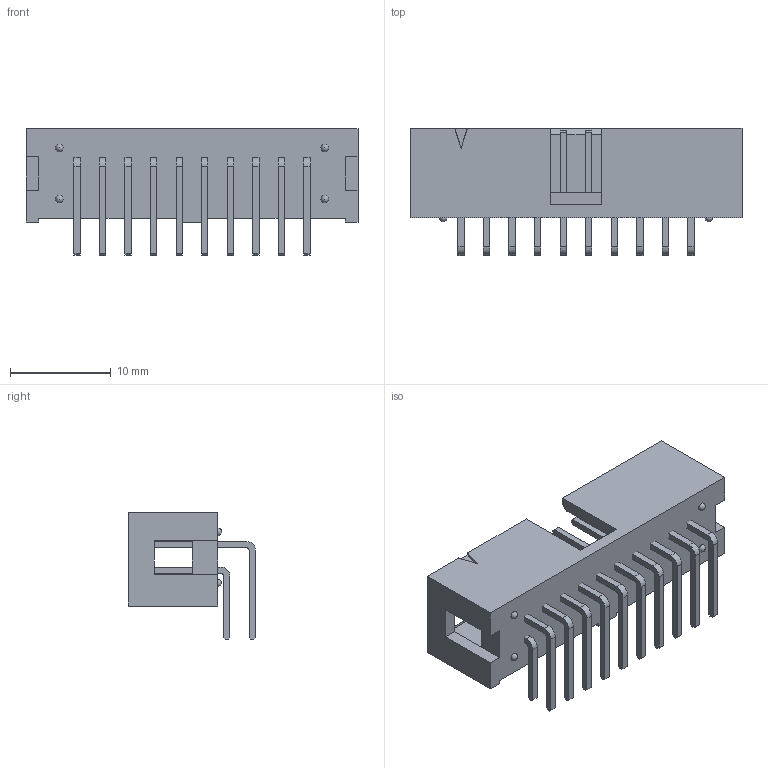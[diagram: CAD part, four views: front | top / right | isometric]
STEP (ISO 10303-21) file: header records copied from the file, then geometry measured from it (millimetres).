
FILE_DESCRIPTION(/* description */ ('STEP AP214'),/* implementation_level */ '2;1');
FILE_NAME(/* name */ 'HTST-110-04-L-D-RA',/* time_stamp */ '2024-10-12T02:59:15+02:00',/* author */ ('License CC BY-ND 4.0'),/* organization */ ('CADENAS'),/* preprocessor_version */ 'ST-DEVELOPER v19.3',/* originating_system */ 'PARTsolutions',/* authorisation */ ' ');
FILE_SCHEMA (('AUTOMOTIVE_DESIGN {1 0 10303 214 3 1 1}'));
Length unit declared in the file: inch
Products named in the file (5): HTST-110-04-L-D-RA; HTST-110-04-D_header; HTST-First_Position_Indicator; T-1S6-10-04-D-L-RA_; T-1S6-10-04-D-L-RA2_
Assembly tree (4 placements, depth 2):
  HTST-110-04-L-D-RA
    HTST-110-04-D_header
    HTST-First_Position_Indicator
    T-1S6-10-04-D-L-RA_
    T-1S6-10-04-D-L-RA2_
Bounding box: 33.02 x 12.64 x 12.57 mm (x, y, z)
Volume: 1478 mm3; surface area: 2989.7 mm2
Topology: 4 solids, 4 shells, 376 faces, 1110 edges, 738 vertices
Faces by surface type: plane 332, cylinder 40, sphere 4
Entity records: 12398 total; most frequent: CARTESIAN_POINT 2209, ORIENTED_EDGE 2196, DIRECTION 1944, EDGE_CURVE 1098, LINE 1014, VECTOR 1014, VERTEX_POINT 730, AXIS2_PLACEMENT_3D 465
